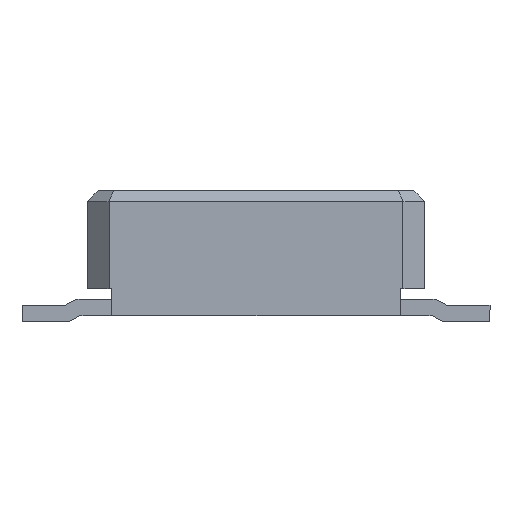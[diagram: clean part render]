
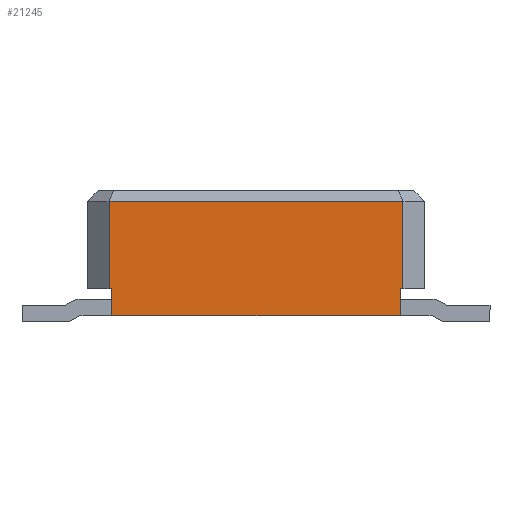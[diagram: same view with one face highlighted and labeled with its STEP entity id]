
A CAD part, front view. The second image highlights one B-rep face of the part: STEP entity #21245.
In plain terms, the highlighted face is planar.
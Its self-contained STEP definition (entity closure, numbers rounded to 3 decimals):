
#1932=ORIENTED_EDGE('',*,*,#6154,.T.);
#1933=ORIENTED_EDGE('',*,*,#6108,.T.);
#1934=ORIENTED_EDGE('',*,*,#6147,.T.);
#1935=ORIENTED_EDGE('',*,*,#6162,.T.);
#1936=ORIENTED_EDGE('',*,*,#6236,.T.);
#1937=ORIENTED_EDGE('',*,*,#6237,.T.);
#1938=ORIENTED_EDGE('',*,*,#6209,.T.);
#1939=ORIENTED_EDGE('',*,*,#6205,.T.);
#6108=EDGE_CURVE('',#8270,#8274,#9616,.T.);
#6147=EDGE_CURVE('',#8274,#8302,#9655,.T.);
#6154=EDGE_CURVE('',#8307,#8270,#9662,.T.);
#6162=EDGE_CURVE('',#8302,#8310,#9670,.T.);
#6205=EDGE_CURVE('',#8312,#8307,#9713,.T.);
#6209=EDGE_CURVE('',#8313,#8312,#9717,.T.);
#6236=EDGE_CURVE('',#8310,#8315,#9744,.T.);
#6237=EDGE_CURVE('',#8315,#8313,#9745,.T.);
#8270=VERTEX_POINT('',#29504);
#8274=VERTEX_POINT('',#29516);
#8302=VERTEX_POINT('',#29597);
#8307=VERTEX_POINT('',#29611);
#8310=VERTEX_POINT('',#29623);
#8312=VERTEX_POINT('',#29670);
#8313=VERTEX_POINT('',#29674);
#8315=VERTEX_POINT('',#29711);
#9616=LINE('',#29518,#11588);
#9655=LINE('',#29596,#11627);
#9662=LINE('',#29610,#11634);
#9670=LINE('',#29624,#11642);
#9713=LINE('',#29669,#11685);
#9717=LINE('',#29676,#11689);
#9744=LINE('',#29710,#11716);
#9745=LINE('',#29712,#11717);
#11588=VECTOR('',#24736,1000.);
#11627=VECTOR('',#24801,1000.);
#11634=VECTOR('',#24812,1000.);
#11642=VECTOR('',#24824,1000.);
#11685=VECTOR('',#24869,1000.);
#11689=VECTOR('',#24875,1000.);
#11716=VECTOR('',#24914,1000.);
#11717=VECTOR('',#24915,1000.);
#12972=EDGE_LOOP('',(#1932,#1933,#1934,#1935,#1936,#1937,#1938,#1939));
#13812=FACE_BOUND('',#12972,.T.);
#14651=PLANE('',#22331);
#21245=ADVANCED_FACE('',(#13812),#14651,.T.);
#22331=AXIS2_PLACEMENT_3D('',#29709,#24912,#24913);
#24736=DIRECTION('',(0.,-1.,0.));
#24801=DIRECTION('',(0.,0.,-1.));
#24812=DIRECTION('',(0.,0.,1.));
#24824=DIRECTION('',(0.,1.,0.));
#24869=DIRECTION('',(0.,1.,0.));
#24875=DIRECTION('',(0.,0.,1.));
#24912=DIRECTION('',(1.,0.,0.));
#24913=DIRECTION('',(0.,1.,0.));
#24914=DIRECTION('',(0.,0.,-1.));
#24915=DIRECTION('',(0.,1.,0.));
#29504=CARTESIAN_POINT('',(3.25,1.35,0.475));
#29516=CARTESIAN_POINT('',(3.25,-1.35,0.475));
#29518=CARTESIAN_POINT('',(3.25,-1.35,0.475));
#29596=CARTESIAN_POINT('',(3.25,-1.35,-0.325));
#29597=CARTESIAN_POINT('',(3.25,-1.35,-0.325));
#29610=CARTESIAN_POINT('',(3.25,1.35,0.575));
#29611=CARTESIAN_POINT('',(3.25,1.35,-0.325));
#29623=CARTESIAN_POINT('',(3.25,-1.325,-0.325));
#29624=CARTESIAN_POINT('',(3.25,-1.55,-0.325));
#29669=CARTESIAN_POINT('',(3.25,1.325,-0.325));
#29670=CARTESIAN_POINT('',(3.25,1.325,-0.325));
#29674=CARTESIAN_POINT('',(3.25,1.325,-0.575));
#29676=CARTESIAN_POINT('',(3.25,1.325,-0.575));
#29709=CARTESIAN_POINT('',(3.25,0.,0.));
#29710=CARTESIAN_POINT('',(3.25,-1.325,-0.325));
#29711=CARTESIAN_POINT('',(3.25,-1.325,-0.575));
#29712=CARTESIAN_POINT('',(3.25,-1.55,-0.575));
